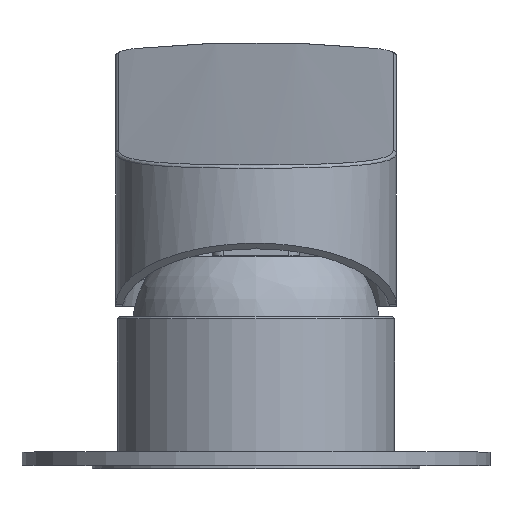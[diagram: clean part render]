
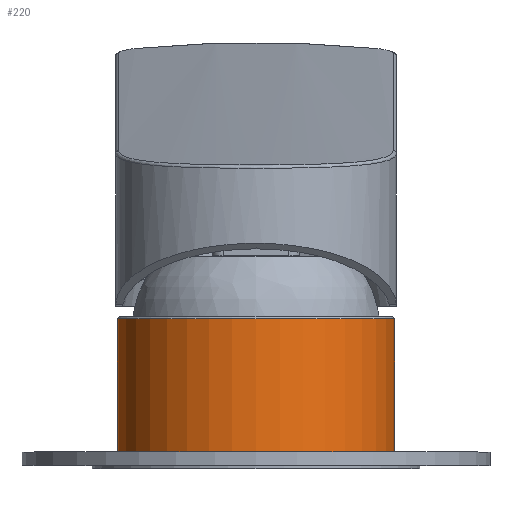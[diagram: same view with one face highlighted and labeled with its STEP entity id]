
A CAD part, top view. The second image highlights one B-rep face of the part: STEP entity #220.
In plain terms, the highlighted cylindrical face has radius 20.75 mm (diameter 41.5 mm), a partial arc.
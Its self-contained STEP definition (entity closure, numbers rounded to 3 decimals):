
#11=CARTESIAN_POINT('',(0.,17.78,0.));
#12=DIRECTION('',(0.,1.,0.));
#13=DIRECTION('',(-1.,0.,0.));
#14=AXIS2_PLACEMENT_3D('',#11,#12,#13);
#16=DIRECTION('',(0.,1.,0.));
#17=VECTOR('',#16,22.42);
#18=CARTESIAN_POINT('',(-20.75,17.78,0.));
#19=LINE('',#18,#17);
#20=CARTESIAN_POINT('',(0.,40.2,0.));
#21=DIRECTION('',(0.,1.,0.));
#22=DIRECTION('',(-1.,0.,0.));
#23=AXIS2_PLACEMENT_3D('',#20,#21,#22);
#25=DIRECTION('',(0.,1.,0.));
#26=VECTOR('',#25,22.42);
#27=CARTESIAN_POINT('',(20.75,17.78,0.));
#28=LINE('',#27,#26);
#163=CARTESIAN_POINT('',(-20.75,40.2,0.));
#164=CARTESIAN_POINT('',(20.75,40.2,0.));
#165=VERTEX_POINT('',#163);
#166=VERTEX_POINT('',#164);
#167=CARTESIAN_POINT('',(20.75,17.78,0.));
#168=CARTESIAN_POINT('',(-20.75,17.78,0.));
#169=VERTEX_POINT('',#167);
#170=VERTEX_POINT('',#168);
#208=CARTESIAN_POINT('',(0.,-2.025,0.));
#209=DIRECTION('',(0.,1.,0.));
#210=DIRECTION('',(1.,0.,0.));
#211=AXIS2_PLACEMENT_3D('',#208,#209,#210);
#212=CYLINDRICAL_SURFACE('',#211,20.75);
#213=ORIENTED_EDGE('',*,*,#197,.F.);
#214=ORIENTED_EDGE('',*,*,#186,.T.);
#216=ORIENTED_EDGE('',*,*,#215,.T.);
#217=ORIENTED_EDGE('',*,*,#182,.F.);
#218=EDGE_LOOP('',(#213,#214,#216,#217));
#219=FACE_OUTER_BOUND('',#218,.F.);
#220=ADVANCED_FACE('',(#219),#212,.T.);
#15=CIRCLE('',#14,20.75);
#24=CIRCLE('',#23,20.75);
#182=EDGE_CURVE('',#169,#166,#28,.T.);
#186=EDGE_CURVE('',#170,#165,#19,.T.);
#197=EDGE_CURVE('',#170,#169,#15,.T.);
#215=EDGE_CURVE('',#165,#166,#24,.T.);
